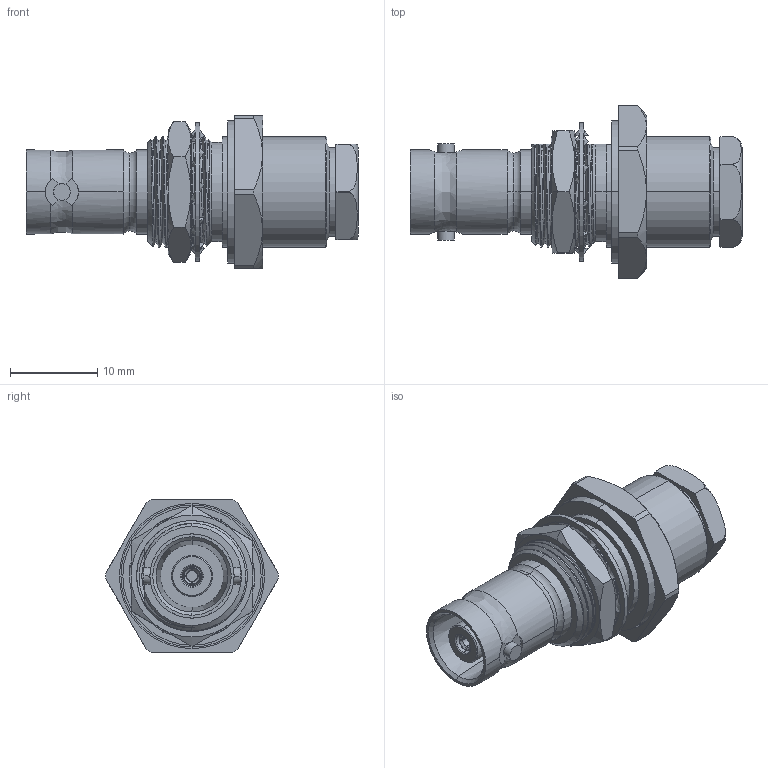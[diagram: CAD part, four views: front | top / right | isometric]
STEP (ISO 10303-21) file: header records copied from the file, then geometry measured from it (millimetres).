
FILE_DESCRIPTION (( 'STEP AP214' ), '1' );
FILE_NAME ('FMCN45901_3D.step', '2023-05-10T17:45:24', ( '' ), ( '' ), 'SwSTEP 2.0', 'SolidWorks 2022', '' );
FILE_SCHEMA (( 'AUTOMOTIVE_DESIGN' ));
Length unit declared in the file: inch
Products named in the file (1): FMCN45901_3D
Bounding box: 38.1 x 19.84 x 17.48 mm (x, y, z)
Volume: 3962 mm3; surface area: 3712.4 mm2
Topology: 4 solids, 4 shells, 310 faces, 860 edges, 570 vertices
Faces by surface type: cylinder 98, bspline 76, plane 69, cone 61, torus 6
Entity records: 24777 total; most frequent: CARTESIAN_POINT 17592, ORIENTED_EDGE 1720, DIRECTION 1209, EDGE_CURVE 860, VERTEX_POINT 570, AXIS2_PLACEMENT_3D 470, EDGE_LOOP 328, ADVANCED_FACE 310
